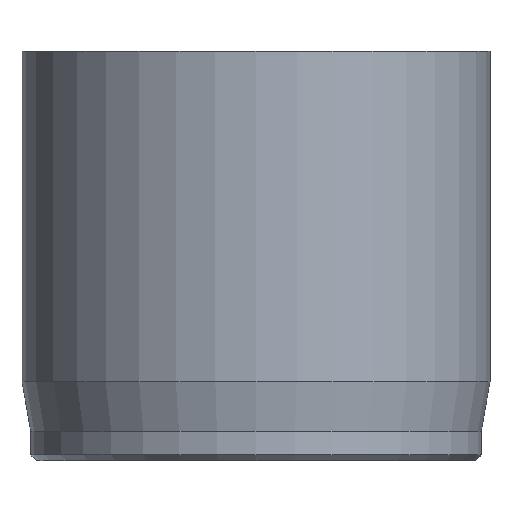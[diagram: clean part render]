
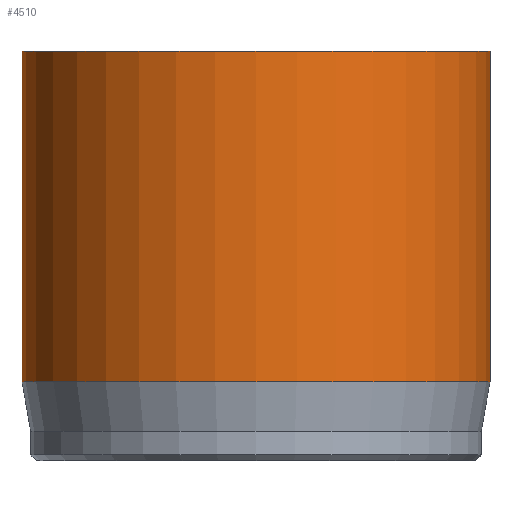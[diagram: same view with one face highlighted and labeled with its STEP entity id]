
A CAD part, front view. The second image highlights one B-rep face of the part: STEP entity #4510.
In plain terms, the highlighted cylindrical face has radius 8 mm (diameter 16 mm), a full revolution.
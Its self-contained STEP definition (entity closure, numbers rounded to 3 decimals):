
#31=CYLINDRICAL_SURFACE('',#4660,8.);
#45=CIRCLE('',#4632,8.);
#57=CIRCLE('',#4658,8.);
#58=CIRCLE('',#4659,8.);
#389=FACE_OUTER_BOUND('',#660,.T.);
#660=EDGE_LOOP('',(#3999,#4000,#4001,#4002,#4003));
#954=LINE('',#8927,#1254);
#1254=VECTOR('',#5120,8.);
#2033=VERTEX_POINT('',#8877);
#2045=VERTEX_POINT('',#8921);
#2046=VERTEX_POINT('',#8922);
#2685=EDGE_CURVE('',#2033,#2033,#45,.T.);
#2703=EDGE_CURVE('',#2045,#2046,#57,.T.);
#2704=EDGE_CURVE('',#2046,#2045,#58,.T.);
#2706=EDGE_CURVE('',#2033,#2045,#954,.T.);
#3999=ORIENTED_EDGE('',*,*,#2685,.T.);
#4000=ORIENTED_EDGE('',*,*,#2706,.T.);
#4001=ORIENTED_EDGE('',*,*,#2703,.T.);
#4002=ORIENTED_EDGE('',*,*,#2704,.T.);
#4003=ORIENTED_EDGE('',*,*,#2706,.F.);
#4510=ADVANCED_FACE('',(#389),#31,.T.);
#4632=AXIS2_PLACEMENT_3D('',#8878,#5055,#5056);
#4658=AXIS2_PLACEMENT_3D('',#8923,#5113,#5114);
#4659=AXIS2_PLACEMENT_3D('',#8924,#5115,#5116);
#4660=AXIS2_PLACEMENT_3D('',#8926,#5118,#5119);
#5055=DIRECTION('center_axis',(0.,0.,-1.));
#5056=DIRECTION('ref_axis',(-1.,0.,0.));
#5113=DIRECTION('center_axis',(0.,0.,1.));
#5114=DIRECTION('ref_axis',(-1.,0.,0.));
#5115=DIRECTION('center_axis',(0.,0.,1.));
#5116=DIRECTION('ref_axis',(-1.,0.,0.));
#5118=DIRECTION('center_axis',(0.,0.,1.));
#5119=DIRECTION('ref_axis',(-1.,0.,0.));
#5120=DIRECTION('',(0.,0.,-1.));
#8877=CARTESIAN_POINT('',(8.,0.,14.));
#8878=CARTESIAN_POINT('Origin',(0.,0.,14.));
#8921=CARTESIAN_POINT('',(8.,0.,2.701));
#8922=CARTESIAN_POINT('',(-8.,0.,2.701));
#8923=CARTESIAN_POINT('Origin',(0.,0.,2.701));
#8924=CARTESIAN_POINT('Origin',(0.,0.,2.701));
#8926=CARTESIAN_POINT('Origin',(0.,0.,0.));
#8927=CARTESIAN_POINT('',(8.,0.,0.));
